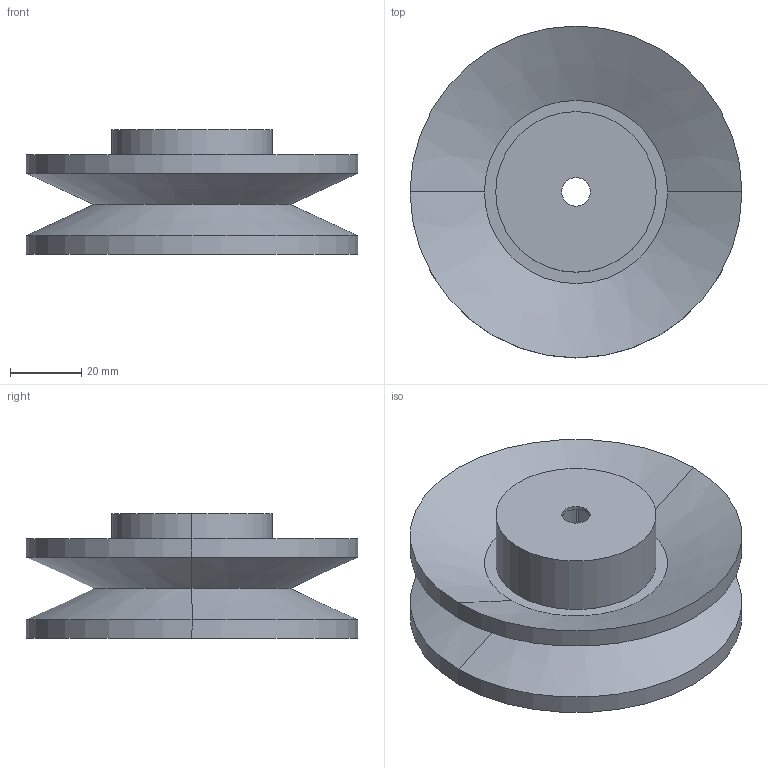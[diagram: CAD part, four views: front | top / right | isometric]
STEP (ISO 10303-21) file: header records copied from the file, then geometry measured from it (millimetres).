
FILE_DESCRIPTION (( 'STEP AP203' ), '1' );
FILE_NAME ('f800 poulie pto roto 80 depth35.STEP', '2020-11-03T06:44:37', ( '' ), ( '' ), 'SwSTEP 2.0', 'SolidWorks 2019', '' );
FILE_SCHEMA (( 'CONFIG_CONTROL_DESIGN' ));
Length unit declared in the file: millimetre
Products named in the file (1): f800 poulie pto roto 80 depth35
Bounding box: 93 x 93 x 35 mm (x, y, z)
Volume: 100642.6 mm3; surface area: 33578.8 mm2
Topology: 1 solids, 1 shells, 48 faces, 119 edges, 76 vertices
Faces by surface type: plane 23, cylinder 17, cone 8
Entity records: 1504 total; most frequent: DIRECTION 257, CARTESIAN_POINT 244, ORIENTED_EDGE 238, EDGE_CURVE 119, AXIS2_PLACEMENT_3D 89, VECTOR 79, LINE 79, VERTEX_POINT 76
